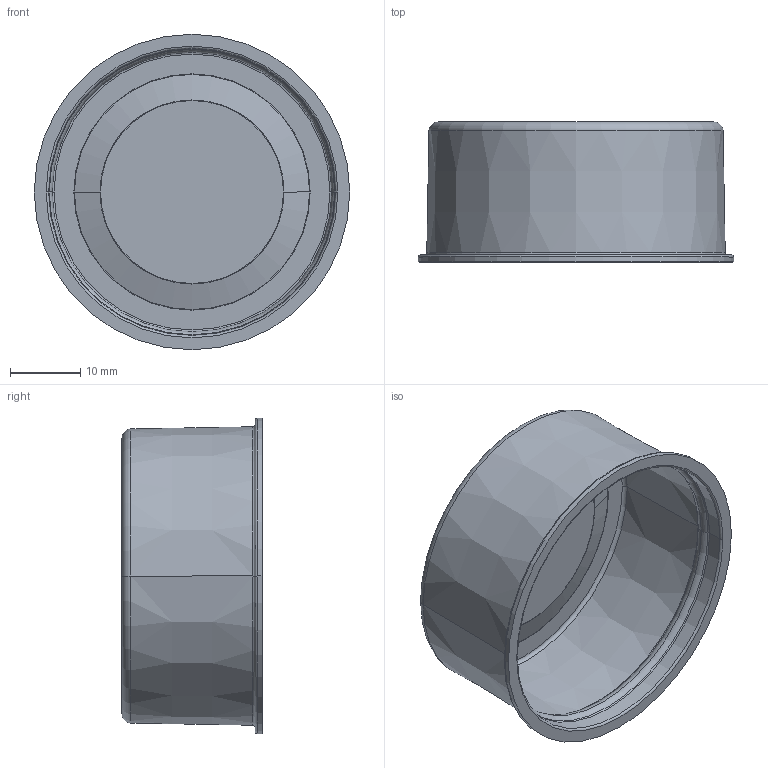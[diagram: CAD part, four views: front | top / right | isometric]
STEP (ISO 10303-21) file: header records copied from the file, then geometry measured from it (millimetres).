
FILE_DESCRIPTION (( 'STEP AP203' ), '1' );
FILE_NAME ('烂扰 060.01.001 青汶篪赅 40.STEP', '2024-09-13T06:29:31', ( '' ), ( '' ), 'SwSTEP 2.0', 'SolidWorks 2022', '' );
FILE_SCHEMA (( 'CONFIG_CONTROL_DESIGN' ));
Length unit declared in the file: millimetre
Products named in the file (1): АГИЕ 060.01.001 Заглушка 40
Bounding box: 45.06 x 20 x 45.06 mm (x, y, z)
Volume: 3345.1 mm3; surface area: 8170.9 mm2
Topology: 1 solids, 1 shells, 171 faces, 422 edges, 272 vertices
Faces by surface type: plane 103, torus 26, bspline 26, cone 12, cylinder 4
Entity records: 6307 total; most frequent: CARTESIAN_POINT 2284, ORIENTED_EDGE 844, DIRECTION 744, EDGE_CURVE 422, VECTOR 288, LINE 288, VERTEX_POINT 272, AXIS2_PLACEMENT_3D 228
